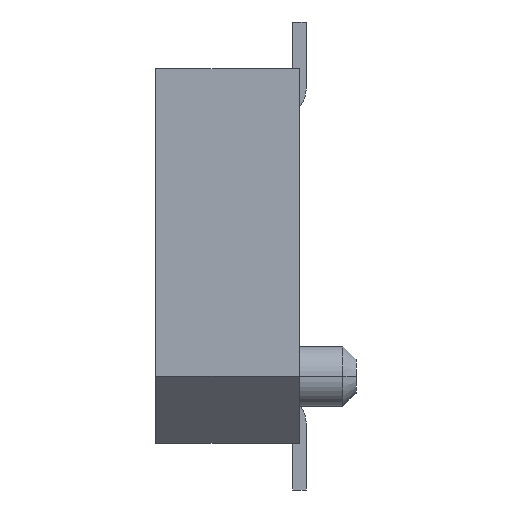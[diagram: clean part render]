
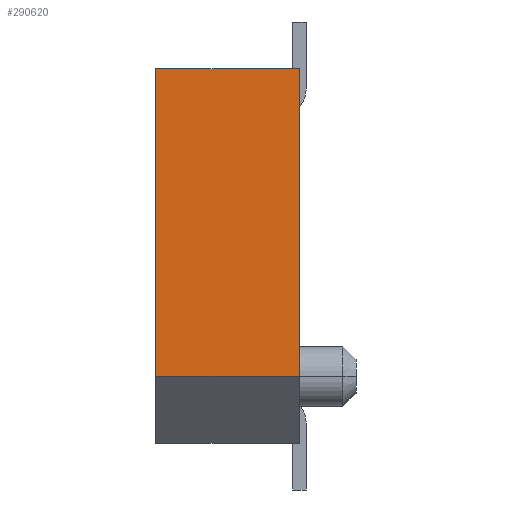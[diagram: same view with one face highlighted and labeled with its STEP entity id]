
A CAD part, left-side view. The second image highlights one B-rep face of the part: STEP entity #290620.
In plain terms, the highlighted planar face has unit normal (-1, 0, 0).
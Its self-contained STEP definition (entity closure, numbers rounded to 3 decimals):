
#118110=CARTESIAN_POINT('',(-6.,2.15,2.8));
#118120=VERTEX_POINT('',#118110);
#118150=CARTESIAN_POINT('',(-6.,2.15,0.));
#118160=DIRECTION('',(0.,0.,1.));
#118170=VECTOR('',#118160,1.);
#118180=LINE('',#118150,#118170);
#118190=CARTESIAN_POINT('',(-6.,2.15,-1.8));
#118200=VERTEX_POINT('',#118190);
#118210=EDGE_CURVE('',#118200,#118120,#118180,.T.);
#124700=CARTESIAN_POINT('',(-6.,0.,-1.8));
#124710=VERTEX_POINT('',#124700);
#124740=CARTESIAN_POINT('',(-6.,0.,0.));
#124750=DIRECTION('',(0.,0.,-1.));
#124760=VECTOR('',#124750,1.);
#124770=LINE('',#124740,#124760);
#124780=CARTESIAN_POINT('',(-6.,0.,2.8));
#124790=VERTEX_POINT('',#124780);
#124800=EDGE_CURVE('',#124790,#124710,#124770,.T.);
#159780=CARTESIAN_POINT('',(-6.,0.,2.8));
#159790=DIRECTION('',(0.,1.,0.));
#159800=VECTOR('',#159790,1.);
#159810=LINE('',#159780,#159800);
#159820=EDGE_CURVE('',#124790,#118120,#159810,.T.);
#262740=CARTESIAN_POINT('',(-6.,0.,-1.8));
#262750=DIRECTION('',(0.,-1.,0.));
#262760=VECTOR('',#262750,1.);
#262770=LINE('',#262740,#262760);
#262780=EDGE_CURVE('',#118200,#124710,#262770,.T.);
#290510=CARTESIAN_POINT('',(-6.,1.075,0.25));
#290520=DIRECTION('',(-1.,0.,0.));
#290530=DIRECTION('',(0.,0.,1.));
#290540=AXIS2_PLACEMENT_3D('',#290510,#290520,#290530);
#290550=PLANE('',#290540);
#290560=ORIENTED_EDGE('',*,*,#118210,.F.);
#290570=ORIENTED_EDGE('',*,*,#159820,.T.);
#290580=ORIENTED_EDGE('',*,*,#124800,.F.);
#290590=ORIENTED_EDGE('',*,*,#262780,.T.);
#290600=EDGE_LOOP('',(#290590,#290580,#290570,#290560));
#290610=FACE_OUTER_BOUND('',#290600,.T.);
#290620=ADVANCED_FACE('',(#290610),#290550,.T.);
